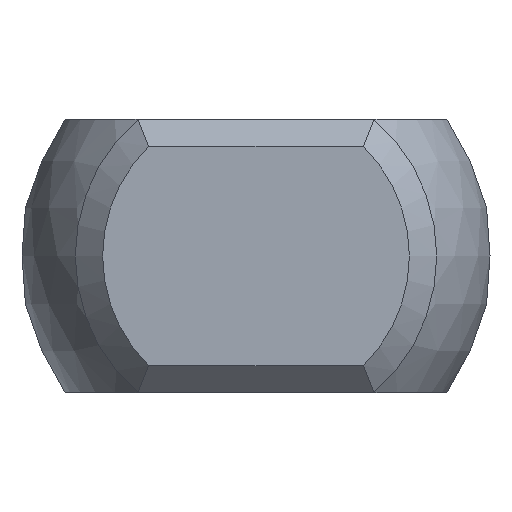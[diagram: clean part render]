
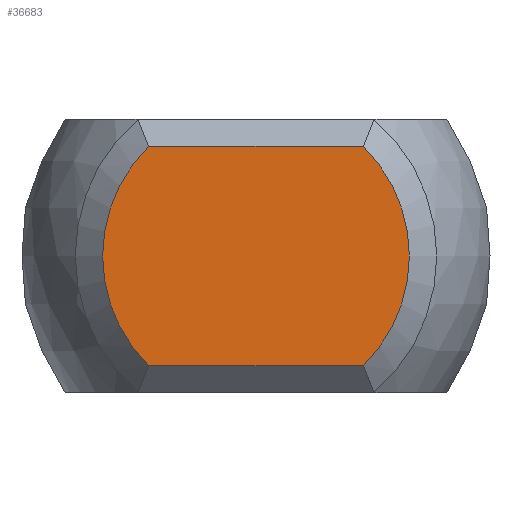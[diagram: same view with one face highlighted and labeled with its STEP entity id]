
A CAD part, left-side view. The second image highlights one B-rep face of the part: STEP entity #36683.
In plain terms, the highlighted planar face has unit normal (-1, 0, 0).
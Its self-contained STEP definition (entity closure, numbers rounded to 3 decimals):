
#35081 = PLANE('',#35082);
#35082 = AXIS2_PLACEMENT_3D('',#35083,#35084,#35085);
#35083 = CARTESIAN_POINT('',(-24.75,3.125,2.25));
#35084 = DIRECTION('',(-0.707,0.,0.707));
#35085 = DIRECTION('',(0.707,0.,0.707));
#36327 = EDGE_CURVE('',#36328,#36330,#36332,.T.);
#36328 = VERTEX_POINT('',#36329);
#36329 = CARTESIAN_POINT('',(-25.,-1.96,-2.));
#36330 = VERTEX_POINT('',#36331);
#36331 = CARTESIAN_POINT('',(-25.,1.96,-2.));
#36332 = SURFACE_CURVE('',#36333,(#36337,#36349),.PCURVE_S1.);
#36333 = LINE('',#36334,#36335);
#36334 = CARTESIAN_POINT('',(-25.,-3.125,-2.));
#36335 = VECTOR('',#36336,1.);
#36336 = DIRECTION('',(0.,1.,0.));
#36337 = PCURVE('',#36338,#36343);
#36338 = PLANE('',#36339);
#36339 = AXIS2_PLACEMENT_3D('',#36340,#36341,#36342);
#36340 = CARTESIAN_POINT('',(-24.75,-3.125,-2.25));
#36341 = DIRECTION('',(-0.707,0.,
    -0.707));
#36342 = DIRECTION('',(-0.707,0.,0.707));
#36343 = DEFINITIONAL_REPRESENTATION('',(#36344),#36348);
#36344 = LINE('',#36345,#36346);
#36345 = CARTESIAN_POINT('',(0.354,0.));
#36346 = VECTOR('',#36347,1.);
#36347 = DIRECTION('',(0.,1.));
#36348 = ( GEOMETRIC_REPRESENTATION_CONTEXT(2) 
PARAMETRIC_REPRESENTATION_CONTEXT() REPRESENTATION_CONTEXT('2D SPACE',''
  ) );
#36349 = PCURVE('',#36350,#36355);
#36350 = PLANE('',#36351);
#36351 = AXIS2_PLACEMENT_3D('',#36352,#36353,#36354);
#36352 = CARTESIAN_POINT('',(-25.,0.,0.));
#36353 = DIRECTION('',(1.,0.,0.));
#36354 = DIRECTION('',(0.,0.,-1.));
#36355 = DEFINITIONAL_REPRESENTATION('',(#36356),#36360);
#36356 = LINE('',#36357,#36358);
#36357 = CARTESIAN_POINT('',(2.,-3.125));
#36358 = VECTOR('',#36359,1.);
#36359 = DIRECTION('',(0.,1.));
#36360 = ( GEOMETRIC_REPRESENTATION_CONTEXT(2) 
PARAMETRIC_REPRESENTATION_CONTEXT() REPRESENTATION_CONTEXT('2D SPACE',''
  ) );
#36380 = CONICAL_SURFACE('',#36381,3.05,0.785);
#36381 = AXIS2_PLACEMENT_3D('',#36382,#36383,#36384);
#36382 = CARTESIAN_POINT('',(-24.75,0.,0.));
#36383 = DIRECTION('',(1.,0.,0.));
#36384 = DIRECTION('',(-0.,1.,0.));
#36430 = CONICAL_SURFACE('',#36431,3.05,0.785);
#36431 = AXIS2_PLACEMENT_3D('',#36432,#36433,#36434);
#36432 = CARTESIAN_POINT('',(-24.75,0.,0.));
#36433 = DIRECTION('',(1.,0.,0.));
#36434 = DIRECTION('',(0.,-1.,0.));
#36444 = EDGE_CURVE('',#36445,#36447,#36449,.T.);
#36445 = VERTEX_POINT('',#36446);
#36446 = CARTESIAN_POINT('',(-25.,1.96,2.));
#36447 = VERTEX_POINT('',#36448);
#36448 = CARTESIAN_POINT('',(-25.,-1.96,2.));
#36449 = SURFACE_CURVE('',#36450,(#36454,#36461),.PCURVE_S1.);
#36450 = LINE('',#36451,#36452);
#36451 = CARTESIAN_POINT('',(-25.,3.125,2.));
#36452 = VECTOR('',#36453,1.);
#36453 = DIRECTION('',(0.,-1.,0.));
#36454 = PCURVE('',#35081,#36455);
#36455 = DEFINITIONAL_REPRESENTATION('',(#36456),#36460);
#36456 = LINE('',#36457,#36458);
#36457 = CARTESIAN_POINT('',(-0.354,0.));
#36458 = VECTOR('',#36459,1.);
#36459 = DIRECTION('',(0.,-1.));
#36460 = ( GEOMETRIC_REPRESENTATION_CONTEXT(2) 
PARAMETRIC_REPRESENTATION_CONTEXT() REPRESENTATION_CONTEXT('2D SPACE',''
  ) );
#36461 = PCURVE('',#36350,#36462);
#36462 = DEFINITIONAL_REPRESENTATION('',(#36463),#36467);
#36463 = LINE('',#36464,#36465);
#36464 = CARTESIAN_POINT('',(-2.,3.125));
#36465 = VECTOR('',#36466,1.);
#36466 = DIRECTION('',(0.,-1.));
#36467 = ( GEOMETRIC_REPRESENTATION_CONTEXT(2) 
PARAMETRIC_REPRESENTATION_CONTEXT() REPRESENTATION_CONTEXT('2D SPACE',''
  ) );
#36540 = EDGE_CURVE('',#36447,#36328,#36541,.T.);
#36541 = SURFACE_CURVE('',#36542,(#36547,#36554),.PCURVE_S1.);
#36542 = CIRCLE('',#36543,2.8);
#36543 = AXIS2_PLACEMENT_3D('',#36544,#36545,#36546);
#36544 = CARTESIAN_POINT('',(-25.,0.,0.));
#36545 = DIRECTION('',(1.,0.,0.));
#36546 = DIRECTION('',(0.,-1.,0.));
#36547 = PCURVE('',#36430,#36548);
#36548 = DEFINITIONAL_REPRESENTATION('',(#36549),#36553);
#36549 = LINE('',#36550,#36551);
#36550 = CARTESIAN_POINT('',(-6.283,-0.25));
#36551 = VECTOR('',#36552,1.);
#36552 = DIRECTION('',(1.,0.));
#36553 = ( GEOMETRIC_REPRESENTATION_CONTEXT(2) 
PARAMETRIC_REPRESENTATION_CONTEXT() REPRESENTATION_CONTEXT('2D SPACE',''
  ) );
#36554 = PCURVE('',#36350,#36555);
#36555 = DEFINITIONAL_REPRESENTATION('',(#36556),#36560);
#36556 = CIRCLE('',#36557,2.8);
#36557 = AXIS2_PLACEMENT_2D('',#36558,#36559);
#36558 = CARTESIAN_POINT('',(0.,0.));
#36559 = DIRECTION('',(0.,-1.));
#36560 = ( GEOMETRIC_REPRESENTATION_CONTEXT(2) 
PARAMETRIC_REPRESENTATION_CONTEXT() REPRESENTATION_CONTEXT('2D SPACE',''
  ) );
#36566 = EDGE_CURVE('',#36330,#36445,#36567,.T.);
#36567 = SURFACE_CURVE('',#36568,(#36573,#36580),.PCURVE_S1.);
#36568 = CIRCLE('',#36569,2.8);
#36569 = AXIS2_PLACEMENT_3D('',#36570,#36571,#36572);
#36570 = CARTESIAN_POINT('',(-25.,0.,0.));
#36571 = DIRECTION('',(1.,0.,0.));
#36572 = DIRECTION('',(-0.,1.,0.));
#36573 = PCURVE('',#36380,#36574);
#36574 = DEFINITIONAL_REPRESENTATION('',(#36575),#36579);
#36575 = LINE('',#36576,#36577);
#36576 = CARTESIAN_POINT('',(0.,-0.25));
#36577 = VECTOR('',#36578,1.);
#36578 = DIRECTION('',(1.,0.));
#36579 = ( GEOMETRIC_REPRESENTATION_CONTEXT(2) 
PARAMETRIC_REPRESENTATION_CONTEXT() REPRESENTATION_CONTEXT('2D SPACE',''
  ) );
#36580 = PCURVE('',#36350,#36581);
#36581 = DEFINITIONAL_REPRESENTATION('',(#36582),#36586);
#36582 = CIRCLE('',#36583,2.8);
#36583 = AXIS2_PLACEMENT_2D('',#36584,#36585);
#36584 = CARTESIAN_POINT('',(0.,0.));
#36585 = DIRECTION('',(0.,1.));
#36586 = ( GEOMETRIC_REPRESENTATION_CONTEXT(2) 
PARAMETRIC_REPRESENTATION_CONTEXT() REPRESENTATION_CONTEXT('2D SPACE',''
  ) );
#36683 = ADVANCED_FACE('',(#36684),#36350,.F.);
#36684 = FACE_BOUND('',#36685,.T.);
#36685 = EDGE_LOOP('',(#36686,#36687,#36688,#36689));
#36686 = ORIENTED_EDGE('',*,*,#36444,.F.);
#36687 = ORIENTED_EDGE('',*,*,#36566,.F.);
#36688 = ORIENTED_EDGE('',*,*,#36327,.F.);
#36689 = ORIENTED_EDGE('',*,*,#36540,.F.);
